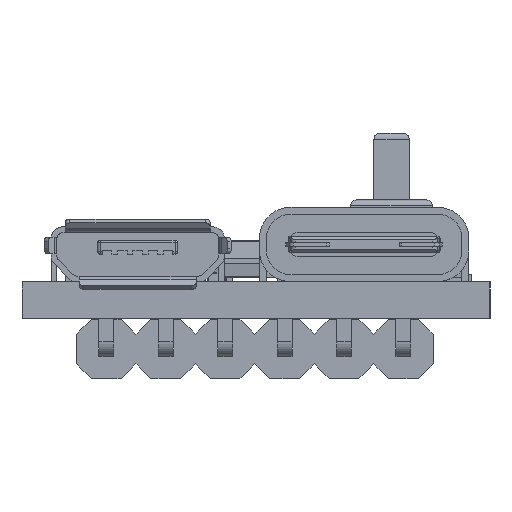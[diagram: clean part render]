
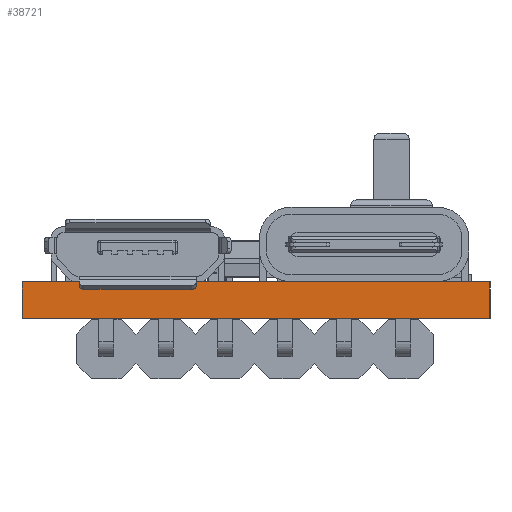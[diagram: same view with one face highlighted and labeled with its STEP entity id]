
A CAD part, left-side view. The second image highlights one B-rep face of the part: STEP entity #38721.
In plain terms, the highlighted planar face has unit normal (-1, 0, 0).
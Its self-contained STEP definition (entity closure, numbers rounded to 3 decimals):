
#950=PLANE('',#41109);
#2635=FACE_OUTER_BOUND('',#4737,.T.);
#4737=EDGE_LOOP('',(#27904,#27905,#27906,#27907));
#7554=LINE('',#56419,#12426);
#7570=LINE('',#56458,#12442);
#7571=LINE('',#56460,#12443);
#7572=LINE('',#56461,#12444);
#12426=VECTOR('',#45362,10.);
#12442=VECTOR('',#45398,10.);
#12443=VECTOR('',#45401,10.);
#12444=VECTOR('',#45402,10.);
#17800=VERTEX_POINT('',#56416);
#17801=VERTEX_POINT('',#56418);
#17813=VERTEX_POINT('',#56454);
#17814=VERTEX_POINT('',#56456);
#21847=EDGE_CURVE('',#17800,#17801,#7554,.T.);
#21867=EDGE_CURVE('',#17813,#17814,#7570,.T.);
#21868=EDGE_CURVE('',#17800,#17813,#7571,.T.);
#21869=EDGE_CURVE('',#17801,#17814,#7572,.T.);
#27904=ORIENTED_EDGE('',*,*,#21868,.T.);
#27905=ORIENTED_EDGE('',*,*,#21867,.T.);
#27906=ORIENTED_EDGE('',*,*,#21869,.F.);
#27907=ORIENTED_EDGE('',*,*,#21847,.F.);
#38721=ADVANCED_FACE('',(#2635),#950,.T.);
#41109=AXIS2_PLACEMENT_3D('',#56459,#45399,#45400);
#45362=DIRECTION('',(0.,0.,1.));
#45398=DIRECTION('',(0.,0.,1.));
#45399=DIRECTION('center_axis',(-1.,0.,0.));
#45400=DIRECTION('ref_axis',(0.,-1.,0.));
#45401=DIRECTION('',(0.,-1.,0.));
#45402=DIRECTION('',(0.,-1.,0.));
#56416=CARTESIAN_POINT('',(0.,20.,0.));
#56418=CARTESIAN_POINT('',(0.,20.,1.57));
#56419=CARTESIAN_POINT('',(0.,20.,0.));
#56454=CARTESIAN_POINT('',(0.,0.,0.));
#56456=CARTESIAN_POINT('',(0.,0.,1.57));
#56458=CARTESIAN_POINT('',(0.,0.,0.));
#56459=CARTESIAN_POINT('Origin',(0.,20.,0.));
#56460=CARTESIAN_POINT('',(0.,20.,0.));
#56461=CARTESIAN_POINT('',(0.,20.,1.57));
